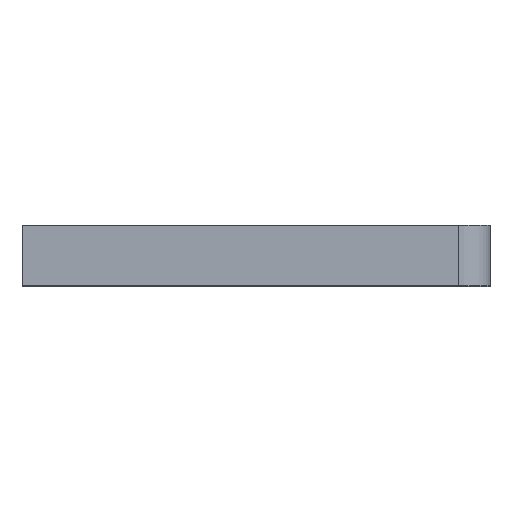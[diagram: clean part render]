
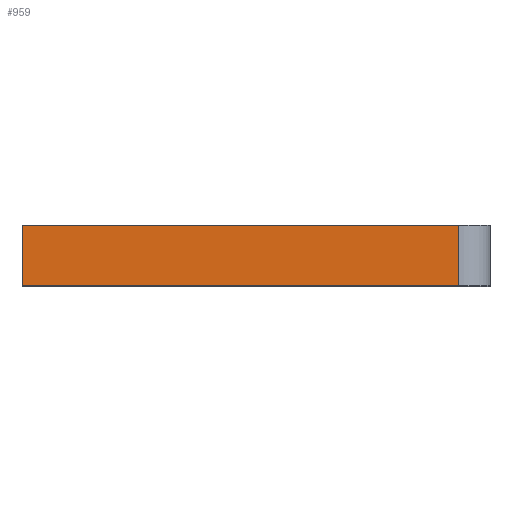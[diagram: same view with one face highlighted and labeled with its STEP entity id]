
A CAD part, top view. The second image highlights one B-rep face of the part: STEP entity #959.
In plain terms, the highlighted planar face has unit normal (0, 0, 1).
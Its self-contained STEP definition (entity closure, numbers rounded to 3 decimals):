
#46=PLANE('',#1046);
#101=FACE_OUTER_BOUND('',#160,.T.);
#160=EDGE_LOOP('',(#794,#795,#796,#797));
#253=LINE('',#1515,#369);
#257=LINE('',#1525,#373);
#258=LINE('',#1527,#374);
#259=LINE('',#1528,#375);
#369=VECTOR('',#1238,10.);
#373=VECTOR('',#1248,10.);
#374=VECTOR('',#1249,10.);
#375=VECTOR('',#1250,10.);
#485=VERTEX_POINT('',#1508);
#487=VERTEX_POINT('',#1514);
#490=VERTEX_POINT('',#1524);
#491=VERTEX_POINT('',#1526);
#594=EDGE_CURVE('',#485,#487,#253,.T.);
#599=EDGE_CURVE('',#490,#487,#257,.T.);
#600=EDGE_CURVE('',#490,#491,#258,.T.);
#601=EDGE_CURVE('',#491,#485,#259,.T.);
#794=ORIENTED_EDGE('',*,*,#594,.T.);
#795=ORIENTED_EDGE('',*,*,#599,.F.);
#796=ORIENTED_EDGE('',*,*,#600,.T.);
#797=ORIENTED_EDGE('',*,*,#601,.T.);
#959=ADVANCED_FACE('',(#101),#46,.T.);
#1046=AXIS2_PLACEMENT_3D('',#1523,#1246,#1247);
#1238=DIRECTION('',(0.,1.,0.));
#1246=DIRECTION('center_axis',(0.,0.,1.));
#1247=DIRECTION('ref_axis',(0.,1.,0.));
#1248=DIRECTION('',(1.,0.,0.));
#1249=DIRECTION('',(0.,-1.,0.));
#1250=DIRECTION('',(1.,0.,0.));
#1508=CARTESIAN_POINT('',(-15.217,9.33,20.141));
#1514=CARTESIAN_POINT('',(-15.217,14.23,20.141));
#1515=CARTESIAN_POINT('',(-15.217,10.555,20.141));
#1523=CARTESIAN_POINT('Origin',(-15.217,9.33,20.141));
#1524=CARTESIAN_POINT('',(-50.717,14.23,20.141));
#1525=CARTESIAN_POINT('',(-15.217,14.23,20.141));
#1526=CARTESIAN_POINT('',(-50.717,9.33,20.141));
#1527=CARTESIAN_POINT('',(-50.717,10.555,20.141));
#1528=CARTESIAN_POINT('',(-15.217,9.33,20.141));
